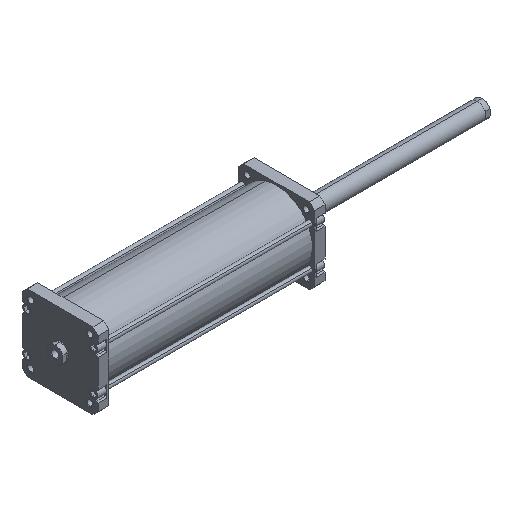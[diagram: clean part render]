
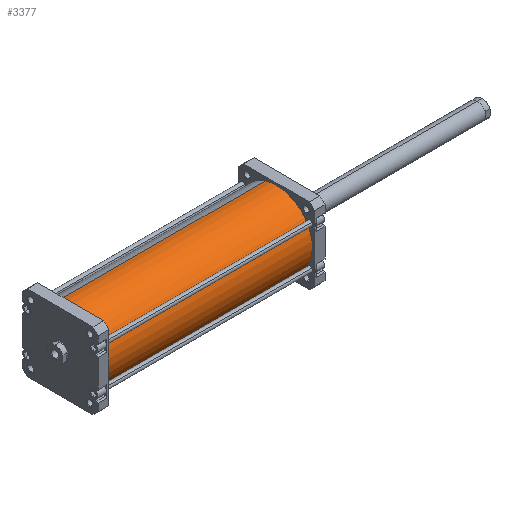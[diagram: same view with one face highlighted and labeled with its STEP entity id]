
A CAD part, isometric view. The second image highlights one B-rep face of the part: STEP entity #3377.
In plain terms, the highlighted cylindrical face has radius 85 mm (diameter 170 mm), a partial arc.
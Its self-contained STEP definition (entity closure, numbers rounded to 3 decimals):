
#199 = DIRECTION ( 'NONE',  ( -1., 0., 0. ) ) ;
#200 = DIRECTION ( 'NONE',  ( 0., 0., -1. ) ) ;
#201 = CARTESIAN_POINT ( 'NONE',  ( 0., 0., 487. ) ) ;
#918 = CARTESIAN_POINT ( 'NONE',  ( 0., 0., 487. ) ) ;
#919 = DIRECTION ( 'NONE',  ( 0., 0., 1. ) ) ;
#920 = DIRECTION ( 'NONE',  ( 1., 0., 0. ) ) ;
#950 = CARTESIAN_POINT ( 'NONE',  ( 0., 0., 0. ) ) ;
#951 = DIRECTION ( 'NONE',  ( 0., 0., 1. ) ) ;
#952 = DIRECTION ( 'NONE',  ( 1., 0., 0. ) ) ;
#962 = CARTESIAN_POINT ( 'NONE',  ( 85., 0., 487. ) ) ;
#969 = DIRECTION ( 'NONE',  ( 0., 0., -1. ) ) ;
#1507 = CIRCLE ( 'NONE', #5706, 85. ) ;
#1525 = CIRCLE ( 'NONE', #5713, 85. ) ;
#1530 = VECTOR ( 'NONE', #969, 1000. ) ;
#1532 = LINE ( 'NONE', #962, #1530 ) ;
#1915 = LINE ( 'NONE', #2671, #1916 ) ;
#1916 = VECTOR ( 'NONE', #2672, 1000. ) ;
#2181 = ORIENTED_EDGE ( 'NONE', *, *, #5114, .T. ) ;
#2182 = ORIENTED_EDGE ( 'NONE', *, *, #5101, .F. ) ;
#2183 = ORIENTED_EDGE ( 'NONE', *, *, #5341, .T. ) ;
#2185 = ORIENTED_EDGE ( 'NONE', *, *, #5121, .F. ) ;
#2671 = CARTESIAN_POINT ( 'NONE',  ( -85., 0., 487. ) ) ;
#2672 = DIRECTION ( 'NONE',  ( 0., 0., -1. ) ) ;
#2905 = CARTESIAN_POINT ( 'NONE',  ( -85., 0., 487. ) ) ;
#2907 = CARTESIAN_POINT ( 'NONE',  ( -85., 0., 0. ) ) ;
#2908 = CARTESIAN_POINT ( 'NONE',  ( 85., 0., 0. ) ) ;
#2946 = CARTESIAN_POINT ( 'NONE',  ( 85., 0., 487. ) ) ;
#3377 = ADVANCED_FACE ( 'NONE', ( #4442 ), #4445, .T. ) ;
#4089 = EDGE_LOOP ( 'NONE', ( #2185, #2182, #2183, #2181 ) ) ;
#4442 = FACE_OUTER_BOUND ( 'NONE', #4089, .T. ) ;
#4445 = CYLINDRICAL_SURFACE ( 'NONE', #5560, 85. ) ;
#5101 = EDGE_CURVE ( 'NONE', #5961, #6004, #1507, .T. ) ;
#5114 = EDGE_CURVE ( 'NONE', #5963, #5964, #1525, .T. ) ;
#5121 = EDGE_CURVE ( 'NONE', #6004, #5964, #1532, .T. ) ;
#5341 = EDGE_CURVE ( 'NONE', #5961, #5963, #1915, .T. ) ;
#5560 = AXIS2_PLACEMENT_3D ( 'NONE', #201, #200, #199 ) ;
#5706 = AXIS2_PLACEMENT_3D ( 'NONE', #918, #919, #920 ) ;
#5713 = AXIS2_PLACEMENT_3D ( 'NONE', #950, #951, #952 ) ;
#5961 = VERTEX_POINT ( 'NONE', #2905 ) ;
#5963 = VERTEX_POINT ( 'NONE', #2907 ) ;
#5964 = VERTEX_POINT ( 'NONE', #2908 ) ;
#6004 = VERTEX_POINT ( 'NONE', #2946 ) ;
